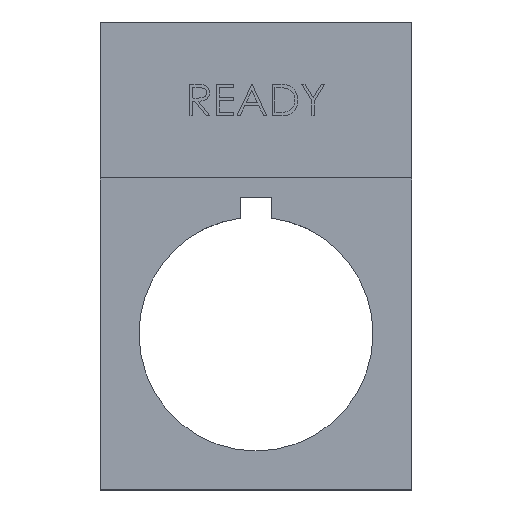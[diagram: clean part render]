
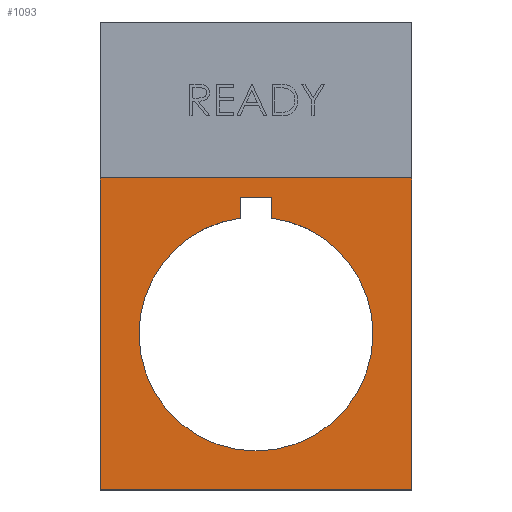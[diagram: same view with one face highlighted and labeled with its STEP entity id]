
A CAD part, top view. The second image highlights one B-rep face of the part: STEP entity #1093.
In plain terms, the highlighted planar face has unit normal (0, 0, 1).
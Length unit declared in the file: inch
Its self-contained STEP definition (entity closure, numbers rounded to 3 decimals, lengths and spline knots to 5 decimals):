
#76 = CARTESIAN_POINT ( 'NONE',  ( 0.05906, 0.43896, 0.01969 ) ) ;
#105 = LINE ( 'NONE', #2646, #2746 ) ;
#107 = DIRECTION ( 'NONE',  ( 0., 0., 1. ) ) ;
#113 = DIRECTION ( 'NONE',  ( 0., 0., -1. ) ) ;
#179 = VERTEX_POINT ( 'NONE', #2335 ) ;
#427 = DIRECTION ( 'NONE',  ( 0., -1., 0. ) ) ;
#444 = VERTEX_POINT ( 'NONE', #3876 ) ;
#468 = LINE ( 'NONE', #76, #2020 ) ;
#570 = ORIENTED_EDGE ( 'NONE', *, *, #3331, .F. ) ;
#719 = EDGE_CURVE ( 'NONE', #3214, #2071, #2500, .T. ) ;
#736 = EDGE_LOOP ( 'NONE', ( #4419, #3403, #4042, #1490, #2433, #3705 ) ) ;
#755 = CIRCLE ( 'NONE', #966, 0.44291 ) ;
#764 = VECTOR ( 'NONE', #4122, 39.37008 ) ;
#770 = VECTOR ( 'NONE', #3948, 39.37008 ) ;
#777 = CARTESIAN_POINT ( 'NONE',  ( 0.59055, 0.59055, 0.01969 ) ) ;
#966 = AXIS2_PLACEMENT_3D ( 'NONE', #2121, #2799, #3838 ) ;
#980 = FACE_OUTER_BOUND ( 'NONE', #2451, .T. ) ;
#1093 = ADVANCED_FACE ( 'NONE', ( #2912, #980 ), #3582, .T. ) ;
#1207 = VERTEX_POINT ( 'NONE', #1896 ) ;
#1385 = LINE ( 'NONE', #3865, #3262 ) ;
#1390 = ORIENTED_EDGE ( 'NONE', *, *, #2628, .F. ) ;
#1490 = ORIENTED_EDGE ( 'NONE', *, *, #2478, .T. ) ;
#1554 = LINE ( 'NONE', #3025, #764 ) ;
#1649 = CIRCLE ( 'NONE', #1675, 0.44291 ) ;
#1663 = CARTESIAN_POINT ( 'NONE',  ( 0.44291, 0., 0.01969 ) ) ;
#1675 = AXIS2_PLACEMENT_3D ( 'NONE', #3336, #1939, #3641 ) ;
#1788 = EDGE_CURVE ( 'NONE', #1207, #2883, #2839, .T. ) ;
#1795 = AXIS2_PLACEMENT_3D ( 'NONE', #2519, #107, #2222 ) ;
#1810 = DIRECTION ( 'NONE',  ( 1., 0., 0. ) ) ;
#1896 = CARTESIAN_POINT ( 'NONE',  ( 0.05906, 0.43896, 0.01969 ) ) ;
#1913 = VERTEX_POINT ( 'NONE', #3627 ) ;
#1935 = EDGE_CURVE ( 'NONE', #2384, #1913, #1649, .T. ) ;
#1939 = DIRECTION ( 'NONE',  ( 0., 0., -1. ) ) ;
#2020 = VECTOR ( 'NONE', #427, 39.37008 ) ;
#2067 = CARTESIAN_POINT ( 'NONE',  ( 0.59055, -0.59055, 0.01969 ) ) ;
#2071 = VERTEX_POINT ( 'NONE', #4340 ) ;
#2121 = CARTESIAN_POINT ( 'NONE',  ( 0., 0., 0.01969 ) ) ;
#2137 = DIRECTION ( 'NONE',  ( -1., 0., 0. ) ) ;
#2222 = DIRECTION ( 'NONE',  ( 1., 0., 0. ) ) ;
#2335 = CARTESIAN_POINT ( 'NONE',  ( 0.05906, 0.5177, 0.01969 ) ) ;
#2362 = AXIS2_PLACEMENT_3D ( 'NONE', #2876, #113, #1810 ) ;
#2384 = VERTEX_POINT ( 'NONE', #4381 ) ;
#2385 = ORIENTED_EDGE ( 'NONE', *, *, #719, .T. ) ;
#2433 = ORIENTED_EDGE ( 'NONE', *, *, #1935, .T. ) ;
#2439 = ORIENTED_EDGE ( 'NONE', *, *, #4187, .F. ) ;
#2451 = EDGE_LOOP ( 'NONE', ( #1390, #570, #2385, #2439 ) ) ;
#2478 = EDGE_CURVE ( 'NONE', #2883, #2384, #755, .T. ) ;
#2499 = LINE ( 'NONE', #3161, #2834 ) ;
#2500 = B_SPLINE_CURVE_WITH_KNOTS ( 'NONE', 3,
 ( #4363, #3371, #3352, #3314 ),
 .UNSPECIFIED., .F., .F.,
 ( 4, 4 ),
 ( 0., 1. ),
 .UNSPECIFIED. ) ;
#2519 = CARTESIAN_POINT ( 'NONE',  ( 0., 0.29528, 0.01969 ) ) ;
#2617 = EDGE_CURVE ( 'NONE', #179, #1207, #468, .T. ) ;
#2628 = EDGE_CURVE ( 'NONE', #3038, #444, #2499, .T. ) ;
#2646 = CARTESIAN_POINT ( 'NONE',  ( -0.05906, 0.5177, 0.01969 ) ) ;
#2746 = VECTOR ( 'NONE', #3737, 39.37008 ) ;
#2799 = DIRECTION ( 'NONE',  ( 0., 0., -1. ) ) ;
#2834 = VECTOR ( 'NONE', #2137, 39.37008 ) ;
#2839 = CIRCLE ( 'NONE', #2362, 0.44291 ) ;
#2876 = CARTESIAN_POINT ( 'NONE',  ( 0., 0., 0.01969 ) ) ;
#2883 = VERTEX_POINT ( 'NONE', #1663 ) ;
#2912 = FACE_BOUND ( 'NONE', #736, .T. ) ;
#3025 = CARTESIAN_POINT ( 'NONE',  ( 0.05906, 0.5177, 0.01969 ) ) ;
#3038 = VERTEX_POINT ( 'NONE', #2067 ) ;
#3161 = CARTESIAN_POINT ( 'NONE',  ( -0.59055, -0.59055, 0.01969 ) ) ;
#3214 = VERTEX_POINT ( 'NONE', #777 ) ;
#3262 = VECTOR ( 'NONE', #4238, 39.37008 ) ;
#3314 = CARTESIAN_POINT ( 'NONE',  ( -0.59055, 0.59055, 0.01969 ) ) ;
#3322 = LINE ( 'NONE', #4285, #770 ) ;
#3331 = EDGE_CURVE ( 'NONE', #3214, #3038, #3322, .T. ) ;
#3336 = CARTESIAN_POINT ( 'NONE',  ( 0., 0., 0.01969 ) ) ;
#3352 = CARTESIAN_POINT ( 'NONE',  ( -0.19685, 0.59055, 0.01969 ) ) ;
#3371 = CARTESIAN_POINT ( 'NONE',  ( 0.19685, 0.59055, 0.01969 ) ) ;
#3403 = ORIENTED_EDGE ( 'NONE', *, *, #2617, .T. ) ;
#3499 = EDGE_CURVE ( 'NONE', #1913, #4414, #105, .T. ) ;
#3582 = PLANE ( 'NONE',  #1795 ) ;
#3627 = CARTESIAN_POINT ( 'NONE',  ( -0.05906, 0.43896, 0.01969 ) ) ;
#3641 = DIRECTION ( 'NONE',  ( 1., 0., 0. ) ) ;
#3652 = EDGE_CURVE ( 'NONE', #4414, #179, #1554, .T. ) ;
#3655 = CARTESIAN_POINT ( 'NONE',  ( -0.05906, 0.5177, 0.01969 ) ) ;
#3705 = ORIENTED_EDGE ( 'NONE', *, *, #3499, .T. ) ;
#3737 = DIRECTION ( 'NONE',  ( 0., 1., 0. ) ) ;
#3838 = DIRECTION ( 'NONE',  ( 1., 0., 0. ) ) ;
#3865 = CARTESIAN_POINT ( 'NONE',  ( -0.59055, 1.1811, 0.01969 ) ) ;
#3876 = CARTESIAN_POINT ( 'NONE',  ( -0.59055, -0.59055, 0.01969 ) ) ;
#3948 = DIRECTION ( 'NONE',  ( 0., -1., 0. ) ) ;
#4042 = ORIENTED_EDGE ( 'NONE', *, *, #1788, .T. ) ;
#4122 = DIRECTION ( 'NONE',  ( 1., 0., 0. ) ) ;
#4187 = EDGE_CURVE ( 'NONE', #444, #2071, #1385, .T. ) ;
#4238 = DIRECTION ( 'NONE',  ( 0., 1., 0. ) ) ;
#4285 = CARTESIAN_POINT ( 'NONE',  ( 0.59055, -0.59055, 0.01969 ) ) ;
#4340 = CARTESIAN_POINT ( 'NONE',  ( -0.59055, 0.59055, 0.01969 ) ) ;
#4363 = CARTESIAN_POINT ( 'NONE',  ( 0.59055, 0.59055, 0.01969 ) ) ;
#4381 = CARTESIAN_POINT ( 'NONE',  ( -0.44291, 0., 0.01969 ) ) ;
#4414 = VERTEX_POINT ( 'NONE', #3655 ) ;
#4419 = ORIENTED_EDGE ( 'NONE', *, *, #3652, .T. ) ;
